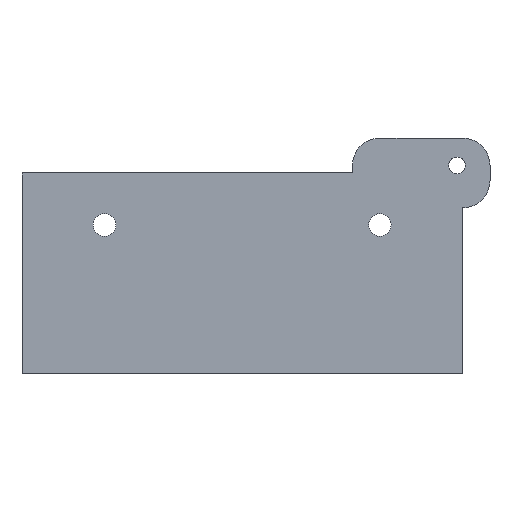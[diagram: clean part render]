
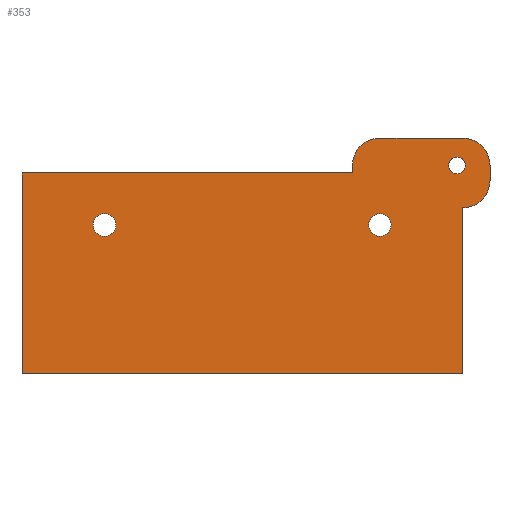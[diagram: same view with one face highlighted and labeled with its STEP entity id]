
A CAD part, top view. The second image highlights one B-rep face of the part: STEP entity #353.
In plain terms, the highlighted planar face has unit normal (0, 0, 1).
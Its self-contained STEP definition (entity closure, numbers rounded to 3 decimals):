
#3 = CIRCLE ( 'NONE', #520, 4.1 ) ;
#14 = CARTESIAN_POINT ( 'NONE',  ( 90., 40.3, 0. ) ) ;
#16 = ORIENTED_EDGE ( 'NONE', *, *, #446, .T. ) ;
#30 = CARTESIAN_POINT ( 'NONE',  ( 81.05, 45.75, 0. ) ) ;
#38 = CARTESIAN_POINT ( 'NONE',  ( 60., -30., 0. ) ) ;
#56 = DIRECTION ( 'NONE',  ( 0., 0., -1. ) ) ;
#60 = DIRECTION ( 'NONE',  ( 0., 0., 1. ) ) ;
#63 = FACE_BOUND ( 'NONE', #706, .T. ) ;
#67 = CARTESIAN_POINT ( 'NONE',  ( 60., 43., 0. ) ) ;
#73 = CARTESIAN_POINT ( 'NONE',  ( -50., 20.05, 0. ) ) ;
#82 = CARTESIAN_POINT ( 'NONE',  ( 40., 43., 0. ) ) ;
#121 = DIRECTION ( 'NONE',  ( 1., 0., 0. ) ) ;
#130 = DIRECTION ( 'NONE',  ( 0., 0., -1. ) ) ;
#138 = ORIENTED_EDGE ( 'NONE', *, *, #670, .T. ) ;
#139 = DIRECTION ( 'NONE',  ( 0., 1., 0. ) ) ;
#142 = ORIENTED_EDGE ( 'NONE', *, *, #160, .T. ) ;
#143 = VERTEX_POINT ( 'NONE', #189 ) ;
#147 = CARTESIAN_POINT ( 'NONE',  ( 80., 40.3, 0. ) ) ;
#153 = VECTOR ( 'NONE', #565, 1000. ) ;
#159 = VERTEX_POINT ( 'NONE', #363 ) ;
#160 = EDGE_CURVE ( 'NONE', #373, #567, #723, .T. ) ;
#163 = CARTESIAN_POINT ( 'NONE',  ( -50., 28.25, 0. ) ) ;
#169 = EDGE_LOOP ( 'NONE', ( #316, #605 ) ) ;
#170 = CIRCLE ( 'NONE', #456, 4.1 ) ;
#174 = CARTESIAN_POINT ( 'NONE',  ( 40., 45.7, 0. ) ) ;
#175 = ORIENTED_EDGE ( 'NONE', *, *, #399, .T. ) ;
#178 = DIRECTION ( 'NONE',  ( 0., 0., -1. ) ) ;
#188 = CARTESIAN_POINT ( 'NONE',  ( 80., 45.7, 0. ) ) ;
#189 = CARTESIAN_POINT ( 'NONE',  ( 80., 30.3, 0. ) ) ;
#190 = ORIENTED_EDGE ( 'NONE', *, *, #450, .T. ) ;
#200 = CARTESIAN_POINT ( 'NONE',  ( 80., -30., 0. ) ) ;
#208 = VECTOR ( 'NONE', #712, 1000. ) ;
#213 = CIRCLE ( 'NONE', #663, 3.05 ) ;
#222 = CARTESIAN_POINT ( 'NONE',  ( 60., 43., 0. ) ) ;
#225 = VERTEX_POINT ( 'NONE', #163 ) ;
#227 = DIRECTION ( 'NONE',  ( 1., 0., 0. ) ) ;
#240 = VERTEX_POINT ( 'NONE', #30 ) ;
#246 = CARTESIAN_POINT ( 'NONE',  ( 90., 45.7, 0. ) ) ;
#282 = EDGE_CURVE ( 'NONE', #648, #757, #532, .T. ) ;
#283 = VERTEX_POINT ( 'NONE', #762 ) ;
#284 = CARTESIAN_POINT ( 'NONE',  ( 50., 24.15, 0. ) ) ;
#297 = CIRCLE ( 'NONE', #727, 10. ) ;
#298 = CARTESIAN_POINT ( 'NONE',  ( 50., 20.05, 0. ) ) ;
#301 = ORIENTED_EDGE ( 'NONE', *, *, #788, .T. ) ;
#303 = PLANE ( 'NONE',  #534 ) ;
#305 = DIRECTION ( 'NONE',  ( 0., -1., 0. ) ) ;
#308 = EDGE_CURVE ( 'NONE', #503, #159, #411, .T. ) ;
#309 = DIRECTION ( 'NONE',  ( 0., 1., 0. ) ) ;
#316 = ORIENTED_EDGE ( 'NONE', *, *, #556, .F. ) ;
#321 = VERTEX_POINT ( 'NONE', #589 ) ;
#328 = EDGE_LOOP ( 'NONE', ( #190, #175 ) ) ;
#330 = CARTESIAN_POINT ( 'NONE',  ( -80., -30., 0. ) ) ;
#344 = LINE ( 'NONE', #702, #579 ) ;
#347 = AXIS2_PLACEMENT_3D ( 'NONE', #147, #539, #227 ) ;
#351 = EDGE_LOOP ( 'NONE', ( #711, #500, #572, #301, #512, #427, #138, #142, #772, #484 ) ) ;
#353 = ADVANCED_FACE ( 'NONE', ( #495, #63, #682, #548 ), #303, .F. ) ;
#355 = AXIS2_PLACEMENT_3D ( 'NONE', #188, #362, #121 ) ;
#362 = DIRECTION ( 'NONE',  ( 0., 0., 1. ) ) ;
#363 = CARTESIAN_POINT ( 'NONE',  ( -80., -30., 0. ) ) ;
#369 = ORIENTED_EDGE ( 'NONE', *, *, #282, .T. ) ;
#373 = VERTEX_POINT ( 'NONE', #789 ) ;
#385 = LINE ( 'NONE', #330, #487 ) ;
#395 = CIRCLE ( 'NONE', #749, 3.05 ) ;
#396 = CARTESIAN_POINT ( 'NONE',  ( 78., 45.75, 0. ) ) ;
#398 = DIRECTION ( 'NONE',  ( -1., 0., 0. ) ) ;
#399 = EDGE_CURVE ( 'NONE', #569, #225, #510, .T. ) ;
#406 = CARTESIAN_POINT ( 'NONE',  ( 90., 40.3, 0. ) ) ;
#411 = LINE ( 'NONE', #38, #208 ) ;
#414 = EDGE_CURVE ( 'NONE', #143, #503, #486, .T. ) ;
#424 = DIRECTION ( 'NONE',  ( 0., 1., 0. ) ) ;
#427 = ORIENTED_EDGE ( 'NONE', *, *, #760, .T. ) ;
#434 = CIRCLE ( 'NONE', #347, 10. ) ;
#435 = VECTOR ( 'NONE', #472, 1000. ) ;
#439 = DIRECTION ( 'NONE',  ( 0., 1., 0. ) ) ;
#441 = EDGE_CURVE ( 'NONE', #461, #321, #698, .T. ) ;
#446 = EDGE_CURVE ( 'NONE', #757, #648, #3, .T. ) ;
#448 = VECTOR ( 'NONE', #651, 1000. ) ;
#450 = EDGE_CURVE ( 'NONE', #225, #569, #170, .T. ) ;
#454 = VECTOR ( 'NONE', #305, 1000. ) ;
#456 = AXIS2_PLACEMENT_3D ( 'NONE', #668, #56, #309 ) ;
#459 = DIRECTION ( 'NONE',  ( 1., 0., 0. ) ) ;
#460 = EDGE_CURVE ( 'NONE', #283, #240, #395, .T. ) ;
#461 = VERTEX_POINT ( 'NONE', #246 ) ;
#472 = DIRECTION ( 'NONE',  ( -1., 0., 0. ) ) ;
#478 = CARTESIAN_POINT ( 'NONE',  ( 50., 45.7, 0. ) ) ;
#484 = ORIENTED_EDGE ( 'NONE', *, *, #491, .F. ) ;
#486 = LINE ( 'NONE', #555, #153 ) ;
#487 = VECTOR ( 'NONE', #139, 1000. ) ;
#490 = CARTESIAN_POINT ( 'NONE',  ( -50., 24.15, 0. ) ) ;
#491 = EDGE_CURVE ( 'NONE', #159, #791, #385, .T. ) ;
#495 = FACE_OUTER_BOUND ( 'NONE', #351, .T. ) ;
#500 = ORIENTED_EDGE ( 'NONE', *, *, #414, .F. ) ;
#503 = VERTEX_POINT ( 'NONE', #200 ) ;
#510 = CIRCLE ( 'NONE', #626, 4.1 ) ;
#512 = ORIENTED_EDGE ( 'NONE', *, *, #441, .T. ) ;
#514 = DIRECTION ( 'NONE',  ( 1., 0., 0. ) ) ;
#520 = AXIS2_PLACEMENT_3D ( 'NONE', #726, #178, #424 ) ;
#521 = DIRECTION ( 'NONE',  ( 0., 0., 1. ) ) ;
#524 = LINE ( 'NONE', #406, #448 ) ;
#530 = DIRECTION ( 'NONE',  ( 0., 0., -1. ) ) ;
#532 = CIRCLE ( 'NONE', #674, 4.1 ) ;
#534 = AXIS2_PLACEMENT_3D ( 'NONE', #67, #130, #729 ) ;
#539 = DIRECTION ( 'NONE',  ( 0., 0., 1. ) ) ;
#548 = FACE_BOUND ( 'NONE', #169, .T. ) ;
#555 = CARTESIAN_POINT ( 'NONE',  ( 80., 30.3, 0. ) ) ;
#556 = EDGE_CURVE ( 'NONE', #240, #283, #213, .T. ) ;
#565 = DIRECTION ( 'NONE',  ( 0., -1., 0. ) ) ;
#567 = VERTEX_POINT ( 'NONE', #82 ) ;
#569 = VERTEX_POINT ( 'NONE', #73 ) ;
#572 = ORIENTED_EDGE ( 'NONE', *, *, #659, .T. ) ;
#579 = VECTOR ( 'NONE', #398, 1000. ) ;
#589 = CARTESIAN_POINT ( 'NONE',  ( 80., 55.7, 0. ) ) ;
#591 = CARTESIAN_POINT ( 'NONE',  ( 50., 55.7, 0. ) ) ;
#594 = CARTESIAN_POINT ( 'NONE',  ( -80., 43., 0. ) ) ;
#605 = ORIENTED_EDGE ( 'NONE', *, *, #460, .F. ) ;
#607 = DIRECTION ( 'NONE',  ( 0., 0., -1. ) ) ;
#617 = CARTESIAN_POINT ( 'NONE',  ( 78., 45.75, 0. ) ) ;
#626 = AXIS2_PLACEMENT_3D ( 'NONE', #490, #607, #439 ) ;
#627 = VERTEX_POINT ( 'NONE', #14 ) ;
#635 = VERTEX_POINT ( 'NONE', #591 ) ;
#648 = VERTEX_POINT ( 'NONE', #654 ) ;
#651 = DIRECTION ( 'NONE',  ( 0., 1., 0. ) ) ;
#654 = CARTESIAN_POINT ( 'NONE',  ( 50., 28.25, 0. ) ) ;
#659 = EDGE_CURVE ( 'NONE', #143, #627, #434, .T. ) ;
#663 = AXIS2_PLACEMENT_3D ( 'NONE', #396, #521, #514 ) ;
#668 = CARTESIAN_POINT ( 'NONE',  ( -50., 24.15, 0. ) ) ;
#670 = EDGE_CURVE ( 'NONE', #635, #373, #297, .T. ) ;
#674 = AXIS2_PLACEMENT_3D ( 'NONE', #284, #530, #766 ) ;
#682 = FACE_BOUND ( 'NONE', #328, .T. ) ;
#698 = CIRCLE ( 'NONE', #355, 10. ) ;
#702 = CARTESIAN_POINT ( 'NONE',  ( 80., 55.7, 0. ) ) ;
#706 = EDGE_LOOP ( 'NONE', ( #369, #16 ) ) ;
#711 = ORIENTED_EDGE ( 'NONE', *, *, #308, .F. ) ;
#712 = DIRECTION ( 'NONE',  ( -1., 0., 0. ) ) ;
#714 = DIRECTION ( 'NONE',  ( 0., 0., 1. ) ) ;
#723 = LINE ( 'NONE', #174, #454 ) ;
#726 = CARTESIAN_POINT ( 'NONE',  ( 50., 24.15, 0. ) ) ;
#727 = AXIS2_PLACEMENT_3D ( 'NONE', #478, #714, #459 ) ;
#729 = DIRECTION ( 'NONE',  ( -1., 0., 0. ) ) ;
#749 = AXIS2_PLACEMENT_3D ( 'NONE', #617, #60, #793 ) ;
#757 = VERTEX_POINT ( 'NONE', #298 ) ;
#760 = EDGE_CURVE ( 'NONE', #321, #635, #344, .T. ) ;
#762 = CARTESIAN_POINT ( 'NONE',  ( 74.95, 45.75, 0. ) ) ;
#766 = DIRECTION ( 'NONE',  ( 0., 1., 0. ) ) ;
#769 = LINE ( 'NONE', #222, #435 ) ;
#772 = ORIENTED_EDGE ( 'NONE', *, *, #794, .T. ) ;
#788 = EDGE_CURVE ( 'NONE', #627, #461, #524, .T. ) ;
#789 = CARTESIAN_POINT ( 'NONE',  ( 40., 45.7, 0. ) ) ;
#791 = VERTEX_POINT ( 'NONE', #594 ) ;
#793 = DIRECTION ( 'NONE',  ( 1., 0., 0. ) ) ;
#794 = EDGE_CURVE ( 'NONE', #567, #791, #769, .T. ) ;
